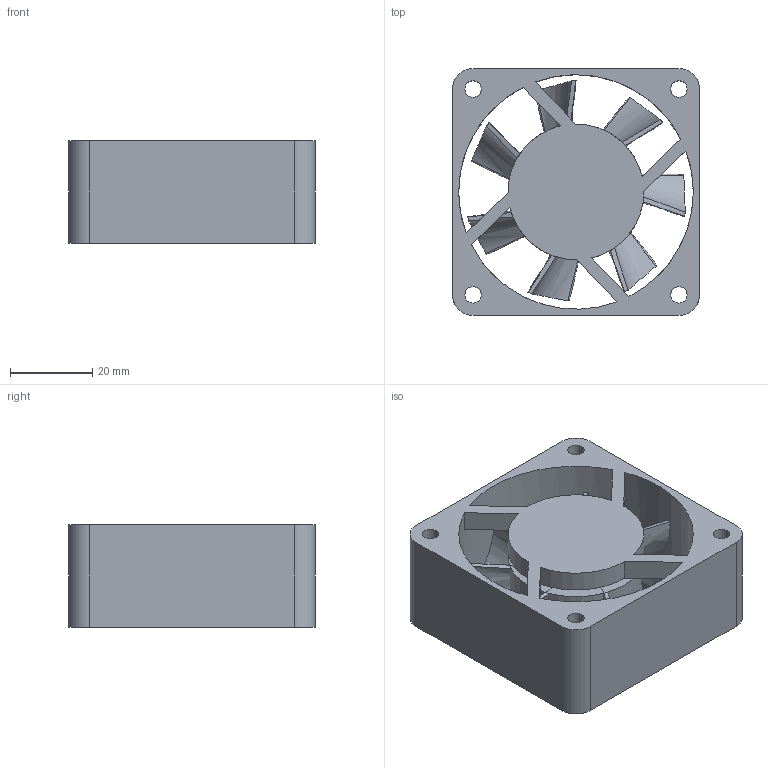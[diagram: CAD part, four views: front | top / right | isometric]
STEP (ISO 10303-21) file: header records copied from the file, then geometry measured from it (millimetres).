
FILE_DESCRIPTION (( 'STEP AP203' ), '1' );
FILE_NAME ('瑞圮.STEP', '2022-04-08T02:46:58', ( 'PS' ), ( '' ), 'SwSTEP 2.0', 'SolidWorks 2018', '' );
FILE_SCHEMA (( 'CONFIG_CONTROL_DESIGN' ));
Length unit declared in the file: millimetre
Products named in the file (1): 瑞圮
Bounding box: 60 x 60 x 25 mm (x, y, z)
Volume: 48519.6 mm3; surface area: 25485.9 mm2
Topology: 8 solids, 8 shells, 112 faces, 289 edges, 192 vertices
Faces by surface type: bspline 42, cone 28, cylinder 23, plane 17, torus 2
Entity records: 8047 total; most frequent: CARTESIAN_POINT 5599, ORIENTED_EDGE 578, DIRECTION 335, EDGE_CURVE 289, VERTEX_POINT 192, B_SPLINE_CURVE_WITH_KNOTS 154, AXIS2_PLACEMENT_3D 129, EDGE_LOOP 127
